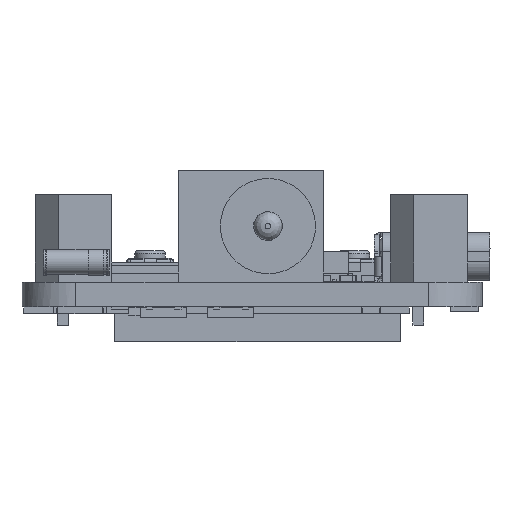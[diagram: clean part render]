
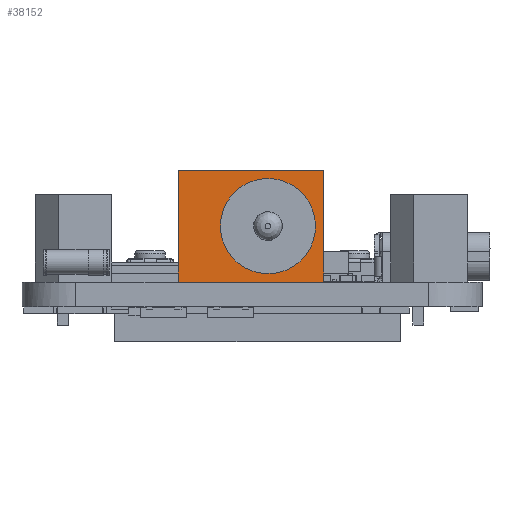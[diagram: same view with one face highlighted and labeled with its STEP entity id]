
A CAD part, left-side view. The second image highlights one B-rep face of the part: STEP entity #38152.
In plain terms, the highlighted free-form (B-spline) face has degree [1, 1] with [2, 2] control points.
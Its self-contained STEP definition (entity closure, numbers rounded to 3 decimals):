
#38093 = VERTEX_POINT('',#38094);
#38094 = CARTESIAN_POINT('',(-1.299,25.051,
    5.354));
#38112 = EDGE_CURVE('',#38093,#38093,#38113,.T.);
#38113 = ( BOUNDED_CURVE() B_SPLINE_CURVE(2,(#38114,#38115,#38116,#38117
    ,#38118,#38119,#38120),.UNSPECIFIED.,.T.,.F.) 
B_SPLINE_CURVE_WITH_KNOTS((3,2,2,3),(3.142,5.236,
7.33,9.425),.PIECEWISE_BEZIER_KNOTS.) CURVE() 
GEOMETRIC_REPRESENTATION_ITEM() RATIONAL_B_SPLINE_CURVE((1.,0.5,1.,0.5,
1.,0.5,1.)) REPRESENTATION_ITEM('') );
#38114 = CARTESIAN_POINT('',(-1.299,25.051,
    5.354));
#38115 = CARTESIAN_POINT('',(-1.299,25.051,
    13.229));
#38116 = CARTESIAN_POINT('',(-1.299,18.23,
    9.292));
#38117 = CARTESIAN_POINT('',(-1.299,11.41,
    5.354));
#38118 = CARTESIAN_POINT('',(-1.299,18.23,
    1.416));
#38119 = CARTESIAN_POINT('',(-1.299,25.051,
    -2.522));
#38120 = CARTESIAN_POINT('',(-1.299,25.051,
    5.354));
#38152 = ADVANCED_FACE('',(#38153,#38183),#38186,.F.);
#38153 = FACE_BOUND('',#38154,.T.);
#38154 = EDGE_LOOP('',(#38155,#38164,#38171,#38178));
#38155 = ORIENTED_EDGE('',*,*,#38156,.F.);
#38156 = EDGE_CURVE('',#38157,#38159,#38161,.T.);
#38157 = VERTEX_POINT('',#38158);
#38158 = CARTESIAN_POINT('',(-1.299,29.061,0.));
#38159 = VERTEX_POINT('',#38160);
#38160 = CARTESIAN_POINT('',(-1.299,29.061,
    10.708));
#38161 = B_SPLINE_CURVE_WITH_KNOTS('',1,(#38162,#38163),.UNSPECIFIED.,
  .F.,.F.,(2,2),(0.,7.3),.PIECEWISE_BEZIER_KNOTS.);
#38162 = CARTESIAN_POINT('',(-1.299,29.061,0.));
#38163 = CARTESIAN_POINT('',(-1.299,29.061,
    10.708));
#38164 = ORIENTED_EDGE('',*,*,#38165,.T.);
#38165 = EDGE_CURVE('',#38157,#38166,#38168,.T.);
#38166 = VERTEX_POINT('',#38167);
#38167 = CARTESIAN_POINT('',(-1.299,15.165,0.));
#38168 = B_SPLINE_CURVE_WITH_KNOTS('',1,(#38169,#38170),.UNSPECIFIED.,
  .F.,.F.,(2,2),(0.,9.474),.PIECEWISE_BEZIER_KNOTS.);
#38169 = CARTESIAN_POINT('',(-1.299,29.061,0.));
#38170 = CARTESIAN_POINT('',(-1.299,15.165,0.));
#38171 = ORIENTED_EDGE('',*,*,#38172,.T.);
#38172 = EDGE_CURVE('',#38166,#38173,#38175,.T.);
#38173 = VERTEX_POINT('',#38174);
#38174 = CARTESIAN_POINT('',(-1.299,15.165,
    10.708));
#38175 = B_SPLINE_CURVE_WITH_KNOTS('',1,(#38176,#38177),.UNSPECIFIED.,
  .F.,.F.,(2,2),(0.,7.3),.PIECEWISE_BEZIER_KNOTS.);
#38176 = CARTESIAN_POINT('',(-1.299,15.165,0.));
#38177 = CARTESIAN_POINT('',(-1.299,15.165,
    10.708));
#38178 = ORIENTED_EDGE('',*,*,#38179,.F.);
#38179 = EDGE_CURVE('',#38159,#38173,#38180,.T.);
#38180 = B_SPLINE_CURVE_WITH_KNOTS('',1,(#38181,#38182),.UNSPECIFIED.,
  .F.,.F.,(2,2),(0.,9.474),.PIECEWISE_BEZIER_KNOTS.);
#38181 = CARTESIAN_POINT('',(-1.299,29.061,
    10.708));
#38182 = CARTESIAN_POINT('',(-1.299,15.165,
    10.708));
#38183 = FACE_BOUND('',#38184,.T.);
#38184 = EDGE_LOOP('',(#38185));
#38185 = ORIENTED_EDGE('',*,*,#38112,.T.);
#38186 = B_SPLINE_SURFACE_WITH_KNOTS('',1,1,(
    (#38187,#38188)
    ,(#38189,#38190
  )),.UNSPECIFIED.,.F.,.F.,.F.,(2,2),(2,2),(0.,9.474),(-7.3,0.),
  .PIECEWISE_BEZIER_KNOTS.);
#38187 = CARTESIAN_POINT('',(-1.299,29.061,
    10.708));
#38188 = CARTESIAN_POINT('',(-1.299,29.061,0.));
#38189 = CARTESIAN_POINT('',(-1.299,15.165,
    10.708));
#38190 = CARTESIAN_POINT('',(-1.299,15.165,0.));
